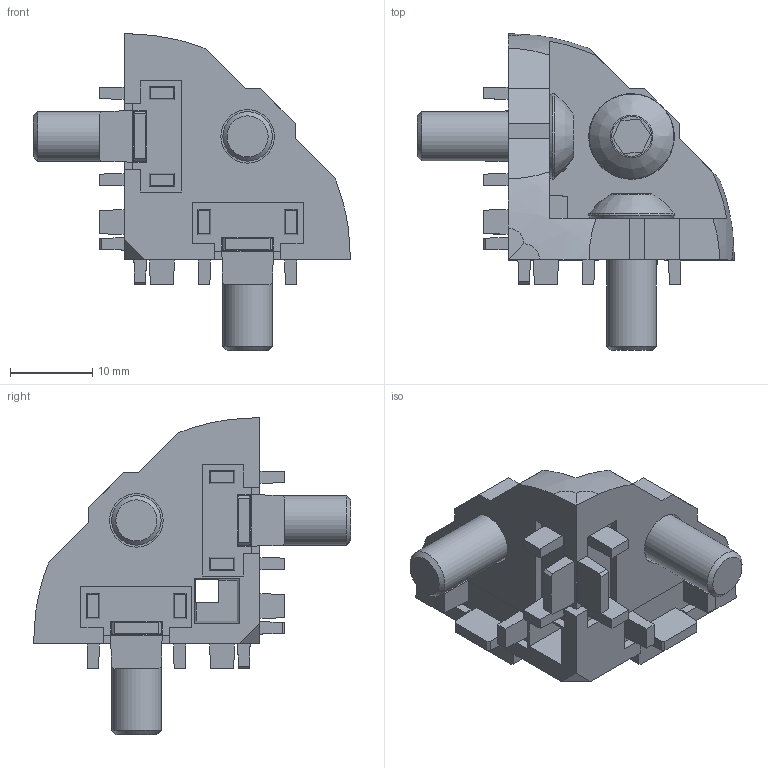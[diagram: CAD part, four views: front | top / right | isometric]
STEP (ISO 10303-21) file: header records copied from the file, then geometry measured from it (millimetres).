
FILE_DESCRIPTION(/* description */ ('Eckwinkel 30x30 inkl 3 Schrauben M6'),/* implementation_level */ '2;1');
FILE_NAME(/* name */ 'Syskomp 262310011 Eckwinkel 30x30 inkl 3 Schrauben M6.stp',/* time_stamp */ '2015-09-30T10:34:52+02:00',/* author */ ('mstrom'),/* organization */ (''),/* preprocessor_version */ 'ST-DEVELOPER v15.2',/* originating_system */ 'Autodesk Inventor 2014',/* authorisation */ '');
FILE_SCHEMA (('AUTOMOTIVE_DESIGN { 1 0 10303 214 3 1 1 }'));
Length unit declared in the file: millimetre
Products named in the file (1): 262310011 Eckwinkel 30x30 inkl 3 Schrauben M6
Bounding box: 38.5 x 38.5 x 38.5 mm (x, y, z)
Volume: 7566.3 mm3; surface area: 5973.6 mm2
Topology: 4 solids, 4 shells, 231 faces, 592 edges, 392 vertices
Faces by surface type: plane 207, cylinder 6, torus 6, cone 6, sphere 3, bspline 3
Full cylindrical faces by diameter (mm): 6 x3, 6.5 x3
Entity records: 6927 total; most frequent: CARTESIAN_POINT 1289, ORIENTED_EDGE 1146, DIRECTION 1082, EDGE_CURVE 573, LINE 510, VECTOR 510, VERTEX_POINT 391, AXIS2_PLACEMENT_3D 286
